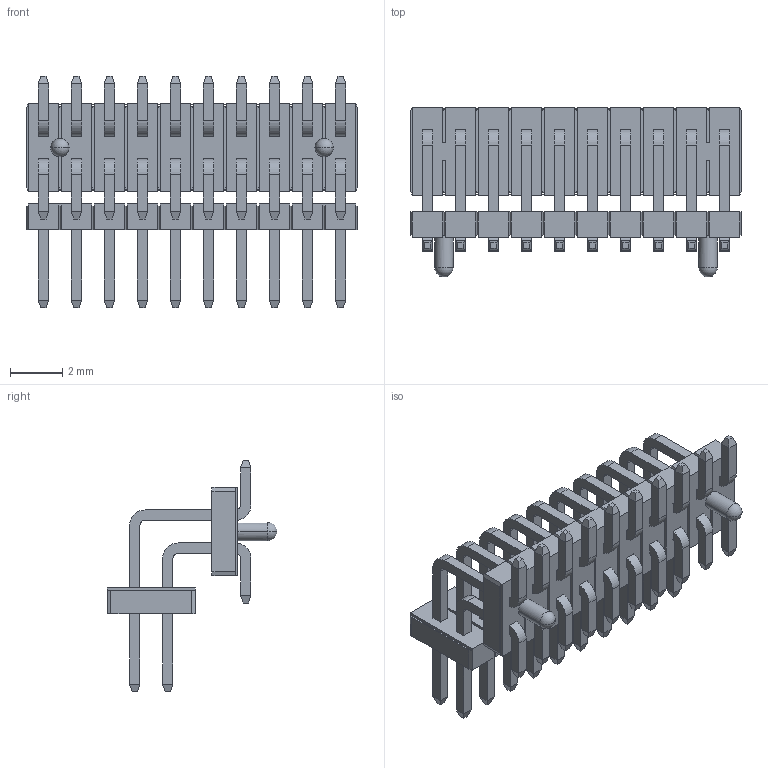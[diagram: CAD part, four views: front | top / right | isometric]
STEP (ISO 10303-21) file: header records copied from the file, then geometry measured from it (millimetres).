
FILE_DESCRIPTION( ('This file contains a STEP AP42 implementation' ,'as created by ZW3D STEP Interface translator.') ,'2;1' );
FILE_NAME( '1310-22XXXXD102XXXX(衄翐).stp' ,'23 315.195328', (''), ('ZWCAD Software Co.'), 'Version 1.0', 'ZW3D to STEP translator', '' );
FILE_SCHEMA(('AUTOMOTIVE_DESIGN { 1 0 10303 214 1 1 1 1 }'));
Length unit declared in the file: millimetre
Products named in the file (2): 0; 1310-2210XXD102XXXX(衄翐)
Bounding box: 12.7 x 6.54 x 8.91 mm (x, y, z)
Volume: 116 mm3; surface area: 676.4 mm2
Topology: 22 solids, 22 shells, 990 faces, 2440 edges, 1490 vertices
Faces by surface type: plane 898, cylinder 88, sphere 4
Entity records: 29377 total; most frequent: CARTESIAN_POINT 4917, ORIENTED_EDGE 4872, DIRECTION 4606, EDGE_CURVE 2436, VECTOR 2248, LINE 2248, VERTEX_POINT 1490, AXIS2_PLACEMENT_3D 1179
